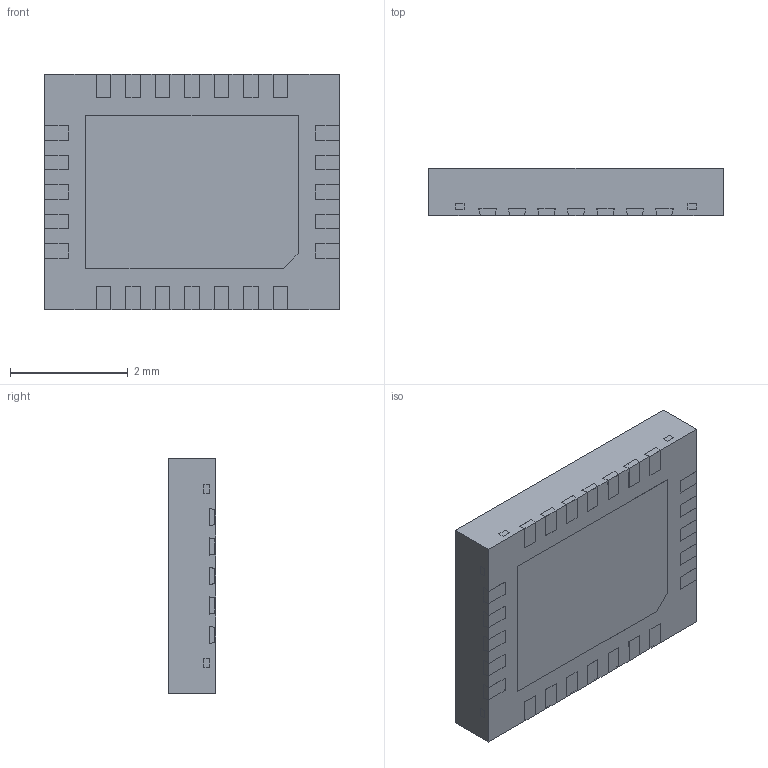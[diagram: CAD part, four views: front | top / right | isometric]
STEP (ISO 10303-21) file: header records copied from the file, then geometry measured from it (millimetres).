
FILE_DESCRIPTION((''),'2;1');
FILE_NAME('SQA24B_ASM','2012-02-09T',('CKXSSC'),(''),'PRO/ENGINEER BY PARAMETRIC TECHNOLOGY CORPORATION, 2011220','PRO/ENGINEER BY PARAMETRIC TECHNOLOGY CORPORATION, 2011220','');
FILE_SCHEMA(('AUTOMOTIVE_DESIGN_CC2 { 1 2 10303 214 -1 1 5 2 }'));
Length unit declared in the file: millimetre
Products named in the file (3): BODY_SQA24B; FRAME_SQA24B; SQA24B_ASM
Assembly tree (2 placements, depth 2):
  SQA24B_ASM
    BODY_SQA24B
    FRAME_SQA24B
Bounding box: 5 x 0.8 x 4 mm (x, y, z)
Volume: 16 mm3; surface area: 81 mm2
Topology: 34 solids, 34 shells, 443 faces, 1098 edges, 732 vertices
Faces by surface type: plane 385, cylinder 58
Entity records: 16717 total; most frequent: CARTESIAN_POINT 2606, ORIENTED_EDGE 2196, DIRECTION 1888, PRESENTATION_STYLE_ASSIGNMENT 1157, STYLED_ITEM 1132, CURVE_STYLE 1098, EDGE_CURVE 1098, VECTOR 992
